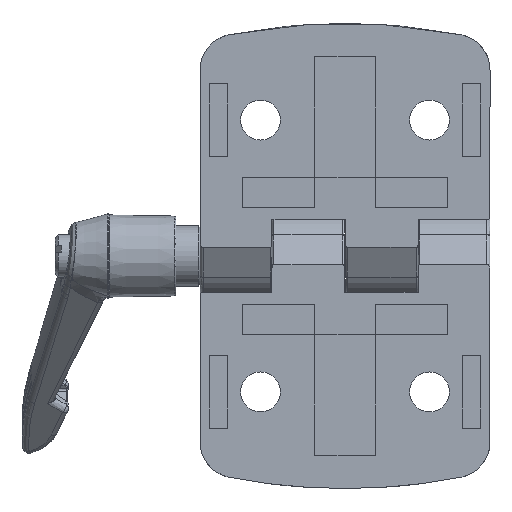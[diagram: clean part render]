
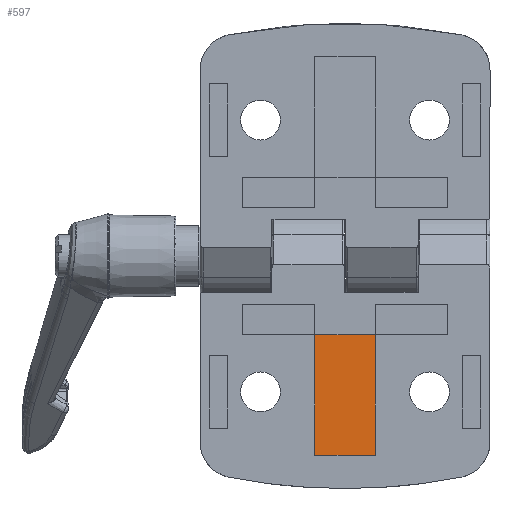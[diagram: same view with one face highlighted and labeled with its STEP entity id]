
A CAD part, front view. The second image highlights one B-rep face of the part: STEP entity #597.
In plain terms, the highlighted planar face has unit normal (0, -1, 0).
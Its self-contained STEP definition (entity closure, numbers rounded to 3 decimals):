
#597 = ADVANCED_FACE ( 'NONE', ( #12012 ), #13660, .T. ) ;
#957 = ORIENTED_EDGE ( 'NONE', *, *, #14022, .T. ) ;
#1544 = DIRECTION ( 'NONE',  ( 1., 0., 0. ) ) ;
#2672 = EDGE_CURVE ( 'NONE', #13913, #12361, #16177, .T. ) ;
#2679 = CARTESIAN_POINT ( 'NONE',  ( 5., 1.5, -13.01 ) ) ;
#3086 = DIRECTION ( 'NONE',  ( 0., -1., 0. ) ) ;
#3966 = VECTOR ( 'NONE', #1544, 1000. ) ;
#4026 = CARTESIAN_POINT ( 'NONE',  ( 5., 1.5, -33. ) ) ;
#4086 = CARTESIAN_POINT ( 'NONE',  ( -5., 1.5, -13.01 ) ) ;
#4218 = AXIS2_PLACEMENT_3D ( 'NONE', #14965, #3086, #7557 ) ;
#6113 = CARTESIAN_POINT ( 'NONE',  ( -5., 1.5, -33. ) ) ;
#6915 = EDGE_CURVE ( 'NONE', #12361, #13856, #17113, .T. ) ;
#6990 = LINE ( 'NONE', #6113, #3966 ) ;
#7145 = EDGE_LOOP ( 'NONE', ( #9016, #13073, #17464, #957 ) ) ;
#7557 = DIRECTION ( 'NONE',  ( 0., 0., -1. ) ) ;
#8512 = VECTOR ( 'NONE', #13319, 1000. ) ;
#9016 = ORIENTED_EDGE ( 'NONE', *, *, #2672, .T. ) ;
#9286 = LINE ( 'NONE', #12854, #16710 ) ;
#11549 = CARTESIAN_POINT ( 'NONE',  ( -5., 1.5, -33. ) ) ;
#11826 = CARTESIAN_POINT ( 'NONE',  ( -5., 1.5, -13.01 ) ) ;
#11850 = DIRECTION ( 'NONE',  ( 0., 0., 1. ) ) ;
#12012 = FACE_OUTER_BOUND ( 'NONE', #7145, .T. ) ;
#12244 = VECTOR ( 'NONE', #11850, 1000. ) ;
#12361 = VERTEX_POINT ( 'NONE', #18408 ) ;
#12854 = CARTESIAN_POINT ( 'NONE',  ( -5., 1.5, -13.01 ) ) ;
#13073 = ORIENTED_EDGE ( 'NONE', *, *, #6915, .T. ) ;
#13223 = VERTEX_POINT ( 'NONE', #11549 ) ;
#13319 = DIRECTION ( 'NONE',  ( -1., 0., 0. ) ) ;
#13660 = PLANE ( 'NONE',  #4218 ) ;
#13856 = VERTEX_POINT ( 'NONE', #4086 ) ;
#13913 = VERTEX_POINT ( 'NONE', #4026 ) ;
#14022 = EDGE_CURVE ( 'NONE', #13223, #13913, #6990, .T. ) ;
#14965 = CARTESIAN_POINT ( 'NONE',  ( -5., 1.5, -33. ) ) ;
#15582 = EDGE_CURVE ( 'NONE', #13856, #13223, #9286, .T. ) ;
#16177 = LINE ( 'NONE', #2679, #12244 ) ;
#16710 = VECTOR ( 'NONE', #17657, 1000. ) ;
#17113 = LINE ( 'NONE', #11826, #8512 ) ;
#17464 = ORIENTED_EDGE ( 'NONE', *, *, #15582, .T. ) ;
#17657 = DIRECTION ( 'NONE',  ( 0., 0., -1. ) ) ;
#18408 = CARTESIAN_POINT ( 'NONE',  ( 5., 1.5, -13.01 ) ) ;
